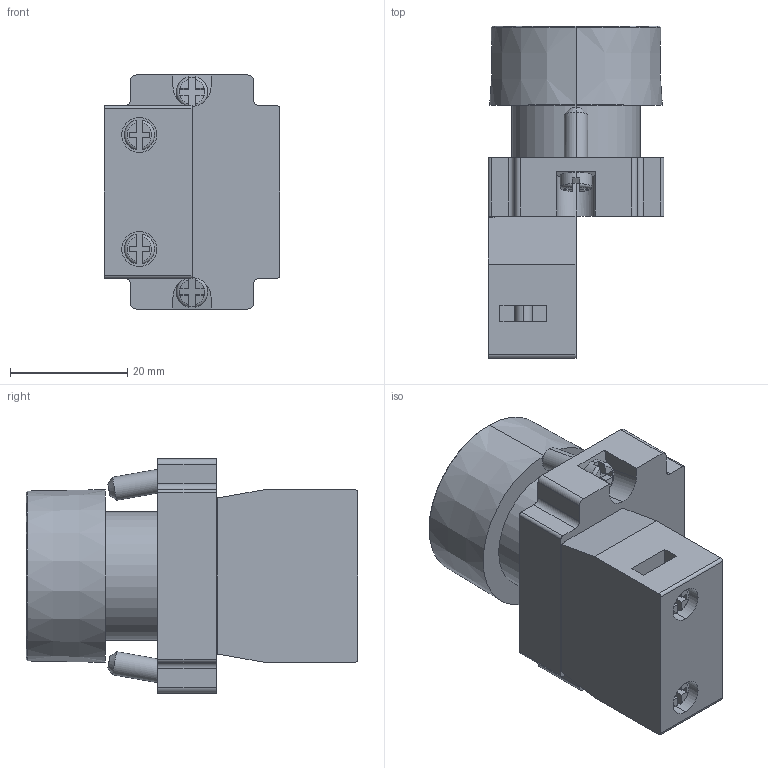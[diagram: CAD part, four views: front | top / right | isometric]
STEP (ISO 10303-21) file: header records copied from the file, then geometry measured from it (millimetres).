
FILE_DESCRIPTION (( 'STEP AP203' ), '1' );
FILE_NAME ('扱闀罻 BA.STEP', '2018-09-04T07:00:10', ( '' ), ( '' ), 'SwSTEP 2.0', 'SolidWorks 2017', '' );
FILE_SCHEMA (( 'CONFIG_CONTROL_DESIGN' ));
Length unit declared in the file: millimetre
Products named in the file (1): 扱闀罻 BA
Bounding box: 30 x 56.7 x 40 mm (x, y, z)
Volume: 29927.9 mm3; surface area: 11821.3 mm2
Topology: 1 solids, 1 shells, 195 faces, 496 edges, 322 vertices
Faces by surface type: plane 125, cylinder 50, cone 12, torus 8
Entity records: 5985 total; most frequent: CARTESIAN_POINT 1118, DIRECTION 994, ORIENTED_EDGE 992, EDGE_CURVE 496, LINE 342, VECTOR 342, AXIS2_PLACEMENT_3D 326, VERTEX_POINT 322
